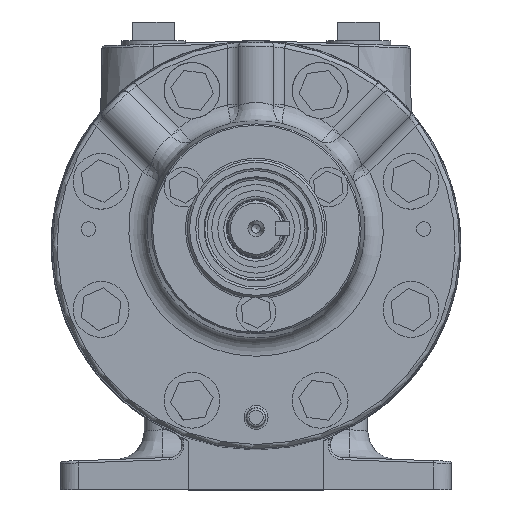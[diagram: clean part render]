
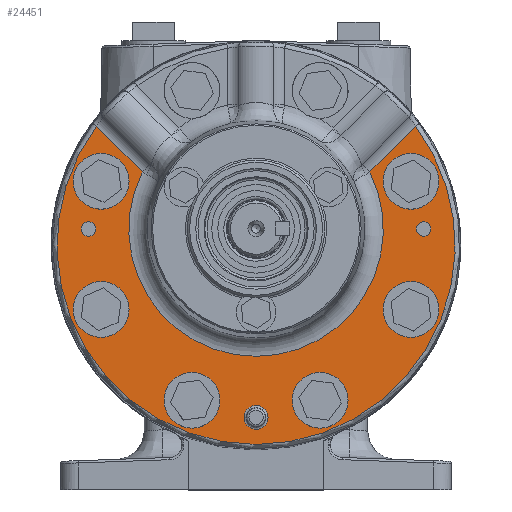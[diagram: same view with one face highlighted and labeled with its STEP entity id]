
A CAD part, top view. The second image highlights one B-rep face of the part: STEP entity #24451.
In plain terms, the highlighted face is planar.
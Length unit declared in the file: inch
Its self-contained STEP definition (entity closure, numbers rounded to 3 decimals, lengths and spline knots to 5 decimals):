
#126 = CARTESIAN_POINT ( 'NONE',  ( -0.53, -2.455, -0.86 ) ) ;
#233 = FACE_BOUND ( 'NONE', #38764, .T. ) ;
#727 = AXIS2_PLACEMENT_3D ( 'NONE', #16371, #4450, #28471 ) ;
#1139 = DIRECTION ( 'NONE',  ( 1., 0., 0. ) ) ;
#1606 = ORIENTED_EDGE ( 'NONE', *, *, #16752, .T. ) ;
#1763 = DIRECTION ( 'NONE',  ( 1., 0., 0. ) ) ;
#1840 = AXIS2_PLACEMENT_3D ( 'NONE', #29152, #26748, #2949 ) ;
#1940 = EDGE_LOOP ( 'NONE', ( #15281 ) ) ;
#2949 = DIRECTION ( 'NONE',  ( 0., -1., 0. ) ) ;
#3897 = DIRECTION ( 'NONE',  ( 0., -1., 0. ) ) ;
#4188 = EDGE_CURVE ( 'NONE', #38540, #38540, #16103, .T. ) ;
#4450 = DIRECTION ( 'NONE',  ( 1., 0., 0. ) ) ;
#4864 = VERTEX_POINT ( 'NONE', #10050 ) ;
#4868 = VERTEX_POINT ( 'NONE', #16687 ) ;
#5007 = AXIS2_PLACEMENT_3D ( 'NONE', #26155, #5915, #17238 ) ;
#5635 = AXIS2_PLACEMENT_3D ( 'NONE', #13677, #1763, #38098 ) ;
#5915 = DIRECTION ( 'NONE',  ( 1., 0., 0. ) ) ;
#6150 = CARTESIAN_POINT ( 'NONE',  ( -0.53, 0.86, -2.08 ) ) ;
#6204 = ORIENTED_EDGE ( 'NONE', *, *, #16000, .F. ) ;
#6319 = LINE ( 'NONE', #23976, #30247 ) ;
#6598 = FACE_BOUND ( 'NONE', #10055, .T. ) ;
#6677 = CARTESIAN_POINT ( 'NONE',  ( -0.53, -2.47046, 0. ) ) ;
#7177 = VERTEX_POINT ( 'NONE', #32239 ) ;
#7211 = VERTEX_POINT ( 'NONE', #19302 ) ;
#7702 = CIRCLE ( 'NONE', #727, 0.375 ) ;
#8320 = ORIENTED_EDGE ( 'NONE', *, *, #12762, .F. ) ;
#8656 = CARTESIAN_POINT ( 'NONE',  ( -0.53, 0.219, 2.25 ) ) ;
#9392 = DIRECTION ( 'NONE',  ( 0., -1., 0. ) ) ;
#9473 = CARTESIAN_POINT ( 'NONE',  ( -0.53, 0.12175, -2.25 ) ) ;
#9551 = AXIS2_PLACEMENT_3D ( 'NONE', #25391, #30775, #19248 ) ;
#9780 = FACE_BOUND ( 'NONE', #1940, .T. ) ;
#10050 = CARTESIAN_POINT ( 'NONE',  ( -0.53, 0.485, -2.08 ) ) ;
#10055 = EDGE_LOOP ( 'NONE', ( #10748 ) ) ;
#10090 = DIRECTION ( 'NONE',  ( 0., -1., 0. ) ) ;
#10419 = EDGE_CURVE ( 'NONE', #21200, #4868, #35789, .T. ) ;
#10748 = ORIENTED_EDGE ( 'NONE', *, *, #26177, .T. ) ;
#11464 = VERTEX_POINT ( 'NONE', #35660 ) ;
#12762 = EDGE_CURVE ( 'NONE', #11464, #11464, #16199, .T. ) ;
#13127 = ORIENTED_EDGE ( 'NONE', *, *, #10419, .T. ) ;
#13677 = CARTESIAN_POINT ( 'NONE',  ( -0.53, -2.31, 0. ) ) ;
#13917 = EDGE_LOOP ( 'NONE', ( #32947 ) ) ;
#13953 = CIRCLE ( 'NONE', #32302, 2.67355 ) ;
#14711 = CARTESIAN_POINT ( 'NONE',  ( -0.53, 0.86, 2.08 ) ) ;
#15281 = ORIENTED_EDGE ( 'NONE', *, *, #4188, .T. ) ;
#15742 = DIRECTION ( 'NONE',  ( -1., 0., 0. ) ) ;
#15798 = CIRCLE ( 'NONE', #5007, 0.375 ) ;
#15879 = DIRECTION ( 'NONE',  ( 0., -1., 0. ) ) ;
#15936 = FACE_BOUND ( 'NONE', #33789, .T. ) ;
#15954 = EDGE_CURVE ( 'NONE', #21763, #21763, #21501, .T. ) ;
#16000 = EDGE_CURVE ( 'NONE', #28098, #28098, #29723, .T. ) ;
#16034 = EDGE_CURVE ( 'NONE', #30503, #30503, #15798, .T. ) ;
#16103 = CIRCLE ( 'NONE', #25573, 0.375 ) ;
#16199 = CIRCLE ( 'NONE', #30781, 0.09725 ) ;
#16371 = CARTESIAN_POINT ( 'NONE',  ( -0.53, -0.86, 2.08 ) ) ;
#16687 = CARTESIAN_POINT ( 'NONE',  ( -0.53, 0.98457, -1.52789 ) ) ;
#16752 = EDGE_CURVE ( 'NONE', #29128, #21200, #20420, .T. ) ;
#17238 = DIRECTION ( 'NONE',  ( 0., -1., 0. ) ) ;
#17349 = VERTEX_POINT ( 'NONE', #20127 ) ;
#17487 = EDGE_LOOP ( 'NONE', ( #20531 ) ) ;
#18537 = ORIENTED_EDGE ( 'NONE', *, *, #16034, .T. ) ;
#18676 = FACE_BOUND ( 'NONE', #22615, .T. ) ;
#18744 = EDGE_CURVE ( 'NONE', #4864, #4864, #29762, .T. ) ;
#19248 = DIRECTION ( 'NONE',  ( 0., -1., 0. ) ) ;
#19280 = EDGE_LOOP ( 'NONE', ( #24465, #28309, #1606, #13127 ) ) ;
#19302 = CARTESIAN_POINT ( 'NONE',  ( -0.53, -1.235, -2.08 ) ) ;
#19479 = CARTESIAN_POINT ( 'NONE',  ( -0.53, 0.219, 0. ) ) ;
#20127 = CARTESIAN_POINT ( 'NONE',  ( -0.53, 0.485, 2.08 ) ) ;
#20244 = DIRECTION ( 'NONE',  ( 0., -1., 0. ) ) ;
#20420 = LINE ( 'NONE', #38695, #36703 ) ;
#20531 = ORIENTED_EDGE ( 'NONE', *, *, #18744, .T. ) ;
#21200 = VERTEX_POINT ( 'NONE', #25268 ) ;
#21501 = CIRCLE ( 'NONE', #5635, 0.16046 ) ;
#21680 = PLANE ( 'NONE',  #26183 ) ;
#21748 = ORIENTED_EDGE ( 'NONE', *, *, #24607, .T. ) ;
#21763 = VERTEX_POINT ( 'NONE', #6677 ) ;
#21804 = EDGE_CURVE ( 'NONE', #4868, #7177, #6319, .T. ) ;
#21875 = FACE_BOUND ( 'NONE', #38582, .T. ) ;
#22341 = DIRECTION ( 'NONE',  ( -1., 0., 0. ) ) ;
#22615 = EDGE_LOOP ( 'NONE', ( #8320 ) ) ;
#23206 = DIRECTION ( 'NONE',  ( 0., -0.707, -0.707 ) ) ;
#23699 = VERTEX_POINT ( 'NONE', #35813 ) ;
#23976 = CARTESIAN_POINT ( 'NONE',  ( -0.53, 1.21908, -1.76241 ) ) ;
#24380 = ORIENTED_EDGE ( 'NONE', *, *, #15954, .T. ) ;
#24449 = FACE_BOUND ( 'NONE', #29002, .T. ) ;
#24451 = ADVANCED_FACE ( 'NONE', ( #233, #9780, #24843, #6598, #21875, #37146, #18676, #15936, #24449, #36582 ), #21680, .T. ) ;
#24465 = ORIENTED_EDGE ( 'NONE', *, *, #21804, .T. ) ;
#24607 = EDGE_CURVE ( 'NONE', #17349, #17349, #31885, .T. ) ;
#24843 = FACE_BOUND ( 'NONE', #17487, .T. ) ;
#25268 = CARTESIAN_POINT ( 'NONE',  ( -0.53, 0.98457, 1.52789 ) ) ;
#25391 = CARTESIAN_POINT ( 'NONE',  ( -0.53, -0.86, -2.08 ) ) ;
#25573 = AXIS2_PLACEMENT_3D ( 'NONE', #34490, #1139, #10090 ) ;
#26024 = CARTESIAN_POINT ( 'NONE',  ( -0.53, -2.455, 0.86 ) ) ;
#26155 = CARTESIAN_POINT ( 'NONE',  ( -0.53, -2.08, -0.86 ) ) ;
#26177 = EDGE_CURVE ( 'NONE', #23699, #23699, #7702, .T. ) ;
#26183 = AXIS2_PLACEMENT_3D ( 'NONE', #36376, #15742, #9392 ) ;
#26625 = CIRCLE ( 'NONE', #9551, 0.375 ) ;
#26748 = DIRECTION ( 'NONE',  ( -1., 0., 0. ) ) ;
#27175 = DIRECTION ( 'NONE',  ( 1., 0., 0. ) ) ;
#28098 = VERTEX_POINT ( 'NONE', #9473 ) ;
#28309 = ORIENTED_EDGE ( 'NONE', *, *, #35681, .T. ) ;
#28471 = DIRECTION ( 'NONE',  ( 0., -1., 0. ) ) ;
#29002 = EDGE_LOOP ( 'NONE', ( #24380 ) ) ;
#29128 = VERTEX_POINT ( 'NONE', #37748 ) ;
#29152 = CARTESIAN_POINT ( 'NONE',  ( -0.53, 0.219, -2.25 ) ) ;
#29213 = DIRECTION ( 'NONE',  ( 0., -1., 0. ) ) ;
#29672 = DIRECTION ( 'NONE',  ( -1., 0., 0. ) ) ;
#29723 = CIRCLE ( 'NONE', #1840, 0.09725 ) ;
#29762 = CIRCLE ( 'NONE', #31031, 0.375 ) ;
#30247 = VECTOR ( 'NONE', #38887, 39.37008 ) ;
#30503 = VERTEX_POINT ( 'NONE', #126 ) ;
#30775 = DIRECTION ( 'NONE',  ( 1., 0., 0. ) ) ;
#30781 = AXIS2_PLACEMENT_3D ( 'NONE', #8656, #29672, #38417 ) ;
#31031 = AXIS2_PLACEMENT_3D ( 'NONE', #6150, #27175, #15879 ) ;
#31076 = CARTESIAN_POINT ( 'NONE',  ( -0.53, 0., 0. ) ) ;
#31885 = CIRCLE ( 'NONE', #33156, 0.375 ) ;
#31986 = DIRECTION ( 'NONE',  ( 1., 0., 0. ) ) ;
#32239 = CARTESIAN_POINT ( 'NONE',  ( -0.53, 1.5992, -2.14253 ) ) ;
#32302 = AXIS2_PLACEMENT_3D ( 'NONE', #31076, #22341, #3897 ) ;
#32947 = ORIENTED_EDGE ( 'NONE', *, *, #36692, .T. ) ;
#33156 = AXIS2_PLACEMENT_3D ( 'NONE', #14711, #38921, #20244 ) ;
#33242 = AXIS2_PLACEMENT_3D ( 'NONE', #19479, #31986, #29213 ) ;
#33789 = EDGE_LOOP ( 'NONE', ( #6204 ) ) ;
#34490 = CARTESIAN_POINT ( 'NONE',  ( -0.53, -2.08, 0.86 ) ) ;
#35660 = CARTESIAN_POINT ( 'NONE',  ( -0.53, 0.12175, 2.25 ) ) ;
#35681 = EDGE_CURVE ( 'NONE', #7177, #29128, #13953, .T. ) ;
#35789 = CIRCLE ( 'NONE', #33242, 1.70896 ) ;
#35813 = CARTESIAN_POINT ( 'NONE',  ( -0.53, -1.235, 2.08 ) ) ;
#36376 = CARTESIAN_POINT ( 'NONE',  ( -0.53, 2.98149, 0. ) ) ;
#36582 = FACE_OUTER_BOUND ( 'NONE', #19280, .T. ) ;
#36692 = EDGE_CURVE ( 'NONE', #7211, #7211, #26625, .T. ) ;
#36703 = VECTOR ( 'NONE', #23206, 39.37008 ) ;
#37146 = FACE_BOUND ( 'NONE', #13917, .T. ) ;
#37748 = CARTESIAN_POINT ( 'NONE',  ( -0.53, 1.5992, 2.14253 ) ) ;
#38098 = DIRECTION ( 'NONE',  ( 0., -1., 0. ) ) ;
#38417 = DIRECTION ( 'NONE',  ( 0., -1., 0. ) ) ;
#38540 = VERTEX_POINT ( 'NONE', #26024 ) ;
#38582 = EDGE_LOOP ( 'NONE', ( #21748 ) ) ;
#38695 = CARTESIAN_POINT ( 'NONE',  ( -0.53, 0.83173, 1.37505 ) ) ;
#38764 = EDGE_LOOP ( 'NONE', ( #18537 ) ) ;
#38887 = DIRECTION ( 'NONE',  ( 0., 0.707, -0.707 ) ) ;
#38921 = DIRECTION ( 'NONE',  ( 1., 0., 0. ) ) ;
